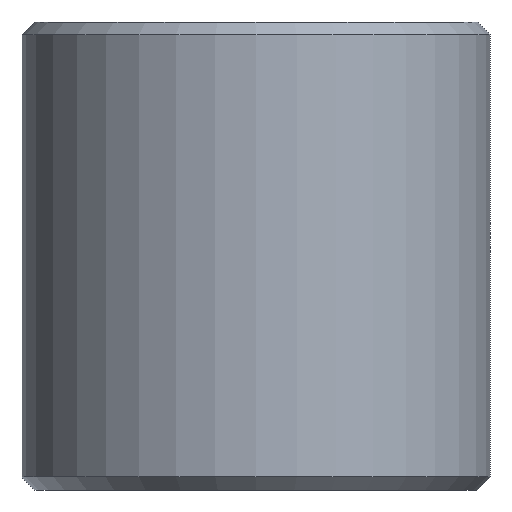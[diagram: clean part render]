
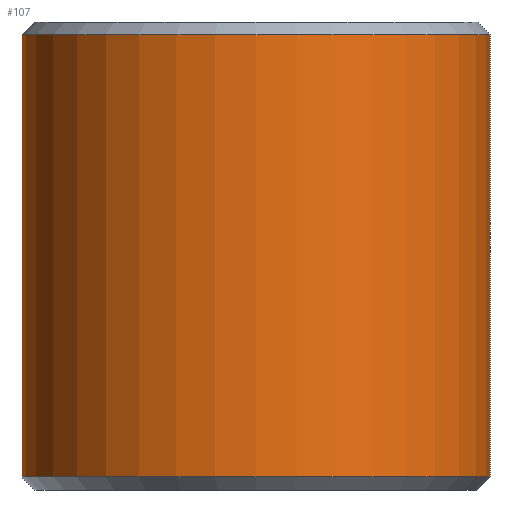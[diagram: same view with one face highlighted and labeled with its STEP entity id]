
A CAD part, front view. The second image highlights one B-rep face of the part: STEP entity #107.
In plain terms, the highlighted cylindrical face has radius 9 mm (diameter 18 mm), a full revolution.
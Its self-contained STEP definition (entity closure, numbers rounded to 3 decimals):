
#15=CYLINDRICAL_SURFACE('',#122,9.);
#22=FACE_BOUND('',#43,.T.);
#30=FACE_OUTER_BOUND('',#42,.T.);
#42=EDGE_LOOP('',(#82));
#43=EDGE_LOOP('',(#83));
#54=CIRCLE('',#121,9.);
#55=CIRCLE('',#123,9.);
#62=VERTEX_POINT('',#176);
#63=VERTEX_POINT('',#179);
#70=EDGE_CURVE('',#62,#62,#54,.T.);
#71=EDGE_CURVE('',#63,#63,#55,.T.);
#82=ORIENTED_EDGE('',*,*,#71,.F.);
#83=ORIENTED_EDGE('',*,*,#70,.F.);
#107=ADVANCED_FACE('',(#30,#22),#15,.T.);
#121=AXIS2_PLACEMENT_3D('',#177,#147,#148);
#122=AXIS2_PLACEMENT_3D('',#178,#149,#150);
#123=AXIS2_PLACEMENT_3D('',#180,#151,#152);
#147=DIRECTION('center_axis',(0.,0.,-1.));
#148=DIRECTION('ref_axis',(-1.,0.,0.));
#149=DIRECTION('center_axis',(0.,0.,1.));
#150=DIRECTION('ref_axis',(-1.,0.,0.));
#151=DIRECTION('center_axis',(0.,0.,1.));
#152=DIRECTION('ref_axis',(-1.,0.,0.));
#176=CARTESIAN_POINT('',(9.,0.,0.5));
#177=CARTESIAN_POINT('Origin',(0.,0.,0.5));
#178=CARTESIAN_POINT('Origin',(0.,0.,0.));
#179=CARTESIAN_POINT('',(9.,0.,17.5));
#180=CARTESIAN_POINT('Origin',(0.,0.,17.5));
